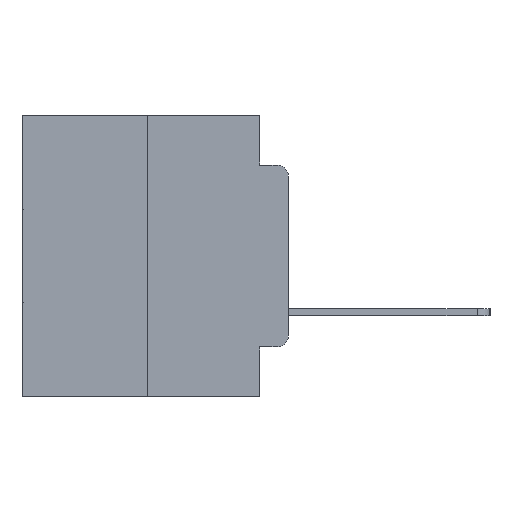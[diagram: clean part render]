
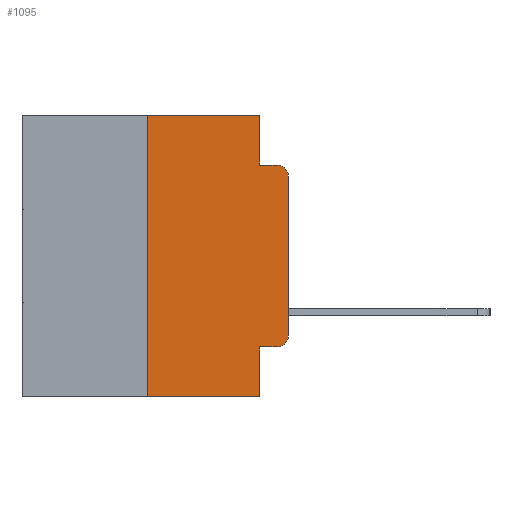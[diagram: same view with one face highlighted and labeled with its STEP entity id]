
A CAD part, left-side view. The second image highlights one B-rep face of the part: STEP entity #1095.
In plain terms, the highlighted planar face has unit normal (-1, 0, 0).
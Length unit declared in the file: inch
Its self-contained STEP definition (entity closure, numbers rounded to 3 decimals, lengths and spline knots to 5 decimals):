
#188 = CARTESIAN_POINT ( 'NONE',  ( 0., 0.02, -0.0885 ) ) ;
#368 = ORIENTED_EDGE ( 'NONE', *, *, #4462, .F. ) ;
#755 = ORIENTED_EDGE ( 'NONE', *, *, #5858, .F. ) ;
#881 = LINE ( 'NONE', #28171, #23644 ) ;
#889 = CARTESIAN_POINT ( 'NONE',  ( 0., 0.051, 0. ) ) ;
#1001 = VERTEX_POINT ( 'NONE', #24753 ) ;
#1095 = ADVANCED_FACE ( 'NONE', ( #3156 ), #19710, .F. ) ;
#1606 = VERTEX_POINT ( 'NONE', #22658 ) ;
#1624 = VECTOR ( 'NONE', #28079, 39.37008 ) ;
#1905 = DIRECTION ( 'NONE',  ( 0., 0., -1. ) ) ;
#2413 = LINE ( 'NONE', #19638, #1624 ) ;
#2453 = CARTESIAN_POINT ( 'NONE',  ( 0., 0.02, -0.3915 ) ) ;
#3156 = FACE_OUTER_BOUND ( 'NONE', #16201, .T. ) ;
#3567 = LINE ( 'NONE', #10351, #19698 ) ;
#3785 = CARTESIAN_POINT ( 'NONE',  ( 0., 0.051, -0.4115 ) ) ;
#3793 = ORIENTED_EDGE ( 'NONE', *, *, #5954, .T. ) ;
#4462 = EDGE_CURVE ( 'NONE', #9384, #17182, #6317, .T. ) ;
#5301 = DIRECTION ( 'NONE',  ( 0., 0., -1. ) ) ;
#5310 = EDGE_CURVE ( 'NONE', #1001, #16592, #12053, .T. ) ;
#5441 = LINE ( 'NONE', #10830, #21973 ) ;
#5498 = VECTOR ( 'NONE', #7790, 39.37008 ) ;
#5782 = EDGE_CURVE ( 'NONE', #23604, #13746, #3567, .T. ) ;
#5811 = EDGE_CURVE ( 'NONE', #13746, #16289, #7565, .T. ) ;
#5858 = EDGE_CURVE ( 'NONE', #1606, #16289, #5441, .T. ) ;
#5904 = EDGE_CURVE ( 'NONE', #17182, #1606, #9286, .T. ) ;
#5942 = EDGE_CURVE ( 'NONE', #1001, #9384, #2413, .T. ) ;
#5950 = EDGE_CURVE ( 'NONE', #12922, #16592, #881, .T. ) ;
#5954 = EDGE_CURVE ( 'NONE', #12922, #14965, #12982, .T. ) ;
#5993 = EDGE_CURVE ( 'NONE', #14965, #23604, #16074, .T. ) ;
#6010 = ORIENTED_EDGE ( 'NONE', *, *, #5811, .T. ) ;
#6017 = DIRECTION ( 'NONE',  ( 0., 0., 1. ) ) ;
#6317 = LINE ( 'NONE', #22190, #17205 ) ;
#6635 = AXIS2_PLACEMENT_3D ( 'NONE', #14857, #15831, #15982 ) ;
#6814 = DIRECTION ( 'NONE',  ( 0., -1., 0. ) ) ;
#7198 = DIRECTION ( 'NONE',  ( 0., -1., 0. ) ) ;
#7565 = CIRCLE ( 'NONE', #27899, 0.02 ) ;
#7790 = DIRECTION ( 'NONE',  ( 0., -1., 0. ) ) ;
#8020 = CARTESIAN_POINT ( 'NONE',  ( 0., 0.051, -0.5 ) ) ;
#8452 = CARTESIAN_POINT ( 'NONE',  ( 0., 0.02, -0.1085 ) ) ;
#9267 = CARTESIAN_POINT ( 'NONE',  ( 0., 0., -0.3915 ) ) ;
#9286 = LINE ( 'NONE', #27983, #20007 ) ;
#9384 = VERTEX_POINT ( 'NONE', #18599 ) ;
#10351 = CARTESIAN_POINT ( 'NONE',  ( 0., 0., 0. ) ) ;
#10648 = DIRECTION ( 'NONE',  ( 0., 0., -1. ) ) ;
#10830 = CARTESIAN_POINT ( 'NONE',  ( 0., 0.051, -0.0885 ) ) ;
#11168 = ORIENTED_EDGE ( 'NONE', *, *, #5310, .T. ) ;
#11200 = CARTESIAN_POINT ( 'NONE',  ( 0., 0.051, -0.4115 ) ) ;
#12053 = LINE ( 'NONE', #12178, #5498 ) ;
#12178 = CARTESIAN_POINT ( 'NONE',  ( 0., 0.473, -0.5 ) ) ;
#12321 = VECTOR ( 'NONE', #6814, 39.37008 ) ;
#12430 = ORIENTED_EDGE ( 'NONE', *, *, #5993, .T. ) ;
#12922 = VERTEX_POINT ( 'NONE', #3785 ) ;
#12982 = LINE ( 'NONE', #11200, #12321 ) ;
#12994 = DIRECTION ( 'NONE',  ( 0., -1., 0. ) ) ;
#13746 = VERTEX_POINT ( 'NONE', #27916 ) ;
#14857 = CARTESIAN_POINT ( 'NONE',  ( 0., 0.473, 0. ) ) ;
#14965 = VERTEX_POINT ( 'NONE', #22051 ) ;
#15583 = DIRECTION ( 'NONE',  ( 0., 0., -1. ) ) ;
#15831 = DIRECTION ( 'NONE',  ( 1., 0., 0. ) ) ;
#15982 = DIRECTION ( 'NONE',  ( 0., 0., -1. ) ) ;
#16074 = CIRCLE ( 'NONE', #18988, 0.02 ) ;
#16201 = EDGE_LOOP ( 'NONE', ( #20850, #6010, #755, #24140, #368, #26480, #11168, #25086, #3793, #12430 ) ) ;
#16289 = VERTEX_POINT ( 'NONE', #188 ) ;
#16592 = VERTEX_POINT ( 'NONE', #8020 ) ;
#17182 = VERTEX_POINT ( 'NONE', #889 ) ;
#17205 = VECTOR ( 'NONE', #7198, 39.37008 ) ;
#18018 = DIRECTION ( 'NONE',  ( -1., 0., 0. ) ) ;
#18599 = CARTESIAN_POINT ( 'NONE',  ( 0., 0.25, 0. ) ) ;
#18988 = AXIS2_PLACEMENT_3D ( 'NONE', #2453, #18018, #5301 ) ;
#19638 = CARTESIAN_POINT ( 'NONE',  ( 0., 0.25, 0. ) ) ;
#19698 = VECTOR ( 'NONE', #6017, 39.37008 ) ;
#19710 = PLANE ( 'NONE',  #6635 ) ;
#20007 = VECTOR ( 'NONE', #1905, 39.37008 ) ;
#20850 = ORIENTED_EDGE ( 'NONE', *, *, #5782, .T. ) ;
#21973 = VECTOR ( 'NONE', #12994, 39.37008 ) ;
#22051 = CARTESIAN_POINT ( 'NONE',  ( 0., 0.02, -0.4115 ) ) ;
#22190 = CARTESIAN_POINT ( 'NONE',  ( 0., 0.473, 0. ) ) ;
#22658 = CARTESIAN_POINT ( 'NONE',  ( 0., 0.051, -0.0885 ) ) ;
#23427 = DIRECTION ( 'NONE',  ( -1., 0., 0. ) ) ;
#23604 = VERTEX_POINT ( 'NONE', #9267 ) ;
#23644 = VECTOR ( 'NONE', #15583, 39.37008 ) ;
#24140 = ORIENTED_EDGE ( 'NONE', *, *, #5904, .F. ) ;
#24753 = CARTESIAN_POINT ( 'NONE',  ( 0., 0.25, -0.5 ) ) ;
#25086 = ORIENTED_EDGE ( 'NONE', *, *, #5950, .F. ) ;
#26480 = ORIENTED_EDGE ( 'NONE', *, *, #5942, .F. ) ;
#27899 = AXIS2_PLACEMENT_3D ( 'NONE', #8452, #23427, #10648 ) ;
#27916 = CARTESIAN_POINT ( 'NONE',  ( 0., 0., -0.1085 ) ) ;
#27983 = CARTESIAN_POINT ( 'NONE',  ( 0., 0.051, 0. ) ) ;
#28079 = DIRECTION ( 'NONE',  ( 0., 0., 1. ) ) ;
#28171 = CARTESIAN_POINT ( 'NONE',  ( 0., 0.051, 0. ) ) ;
